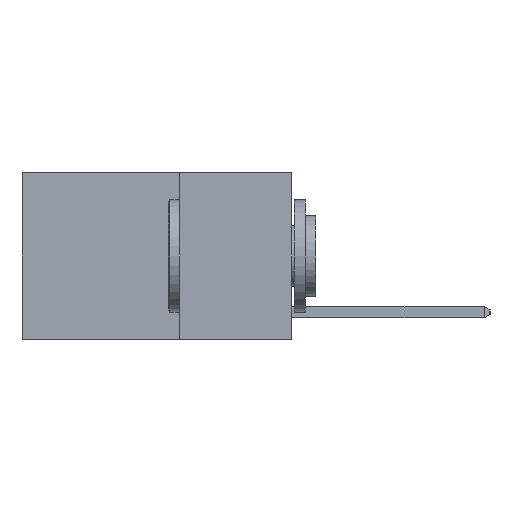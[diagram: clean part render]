
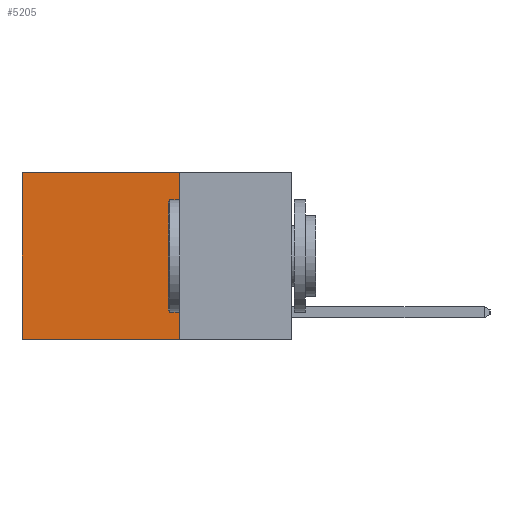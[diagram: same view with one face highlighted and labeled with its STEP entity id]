
A CAD part, left-side view. The second image highlights one B-rep face of the part: STEP entity #5205.
In plain terms, the highlighted planar face has unit normal (-1, 0, 0).
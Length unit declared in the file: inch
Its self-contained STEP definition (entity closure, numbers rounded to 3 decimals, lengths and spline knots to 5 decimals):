
#366 = AXIS2_PLACEMENT_3D ( 'NONE', #7336, #3679, #8821 ) ;
#559 = PLANE ( 'NONE',  #366 ) ;
#1286 = LINE ( 'NONE', #8756, #5329 ) ;
#2142 = EDGE_CURVE ( 'NONE', #7740, #8108, #8548, .T. ) ;
#2238 = CARTESIAN_POINT ( 'NONE',  ( 0.2625, 0.6, -0.37 ) ) ;
#2651 = VECTOR ( 'NONE', #5332, 39.37008 ) ;
#3152 = EDGE_CURVE ( 'NONE', #3463, #7740, #1286, .T. ) ;
#3317 = EDGE_CURVE ( 'NONE', #6654, #8108, #5911, .T. ) ;
#3413 = CARTESIAN_POINT ( 'NONE',  ( 0.2625, 0.25, -0.37 ) ) ;
#3463 = VERTEX_POINT ( 'NONE', #4071 ) ;
#3679 = DIRECTION ( 'NONE',  ( 1., 0., 0. ) ) ;
#3856 = DIRECTION ( 'NONE',  ( 0., 0., -1. ) ) ;
#3913 = FACE_OUTER_BOUND ( 'NONE', #8307, .T. ) ;
#4071 = CARTESIAN_POINT ( 'NONE',  ( 0.2625, 0.25, 0. ) ) ;
#4406 = ORIENTED_EDGE ( 'NONE', *, *, #2142, .F. ) ;
#4866 = VECTOR ( 'NONE', #6780, 39.37008 ) ;
#5070 = DIRECTION ( 'NONE',  ( 0., 0., -1. ) ) ;
#5205 = ADVANCED_FACE ( 'NONE', ( #3913 ), #559, .F. ) ;
#5329 = VECTOR ( 'NONE', #5070, 39.37008 ) ;
#5332 = DIRECTION ( 'NONE',  ( 0., 1., 0. ) ) ;
#5911 = LINE ( 'NONE', #8972, #9559 ) ;
#6423 = ORIENTED_EDGE ( 'NONE', *, *, #3152, .F. ) ;
#6654 = VERTEX_POINT ( 'NONE', #7453 ) ;
#6776 = CARTESIAN_POINT ( 'NONE',  ( 0.2625, 0.25, 0. ) ) ;
#6780 = DIRECTION ( 'NONE',  ( 0., 1., 0. ) ) ;
#6792 = CARTESIAN_POINT ( 'NONE',  ( 0.2625, 0.25, -0.37 ) ) ;
#7218 = ORIENTED_EDGE ( 'NONE', *, *, #7330, .T. ) ;
#7330 = EDGE_CURVE ( 'NONE', #3463, #6654, #8583, .T. ) ;
#7336 = CARTESIAN_POINT ( 'NONE',  ( 0.2625, 0.25, 0. ) ) ;
#7453 = CARTESIAN_POINT ( 'NONE',  ( 0.2625, 0.6, 0. ) ) ;
#7740 = VERTEX_POINT ( 'NONE', #3413 ) ;
#8108 = VERTEX_POINT ( 'NONE', #2238 ) ;
#8192 = ORIENTED_EDGE ( 'NONE', *, *, #3317, .T. ) ;
#8307 = EDGE_LOOP ( 'NONE', ( #8192, #4406, #6423, #7218 ) ) ;
#8548 = LINE ( 'NONE', #6792, #4866 ) ;
#8583 = LINE ( 'NONE', #6776, #2651 ) ;
#8756 = CARTESIAN_POINT ( 'NONE',  ( 0.2625, 0.25, 0. ) ) ;
#8821 = DIRECTION ( 'NONE',  ( 0., 0., -1. ) ) ;
#8972 = CARTESIAN_POINT ( 'NONE',  ( 0.2625, 0.6, 0. ) ) ;
#9559 = VECTOR ( 'NONE', #3856, 39.37008 ) ;
